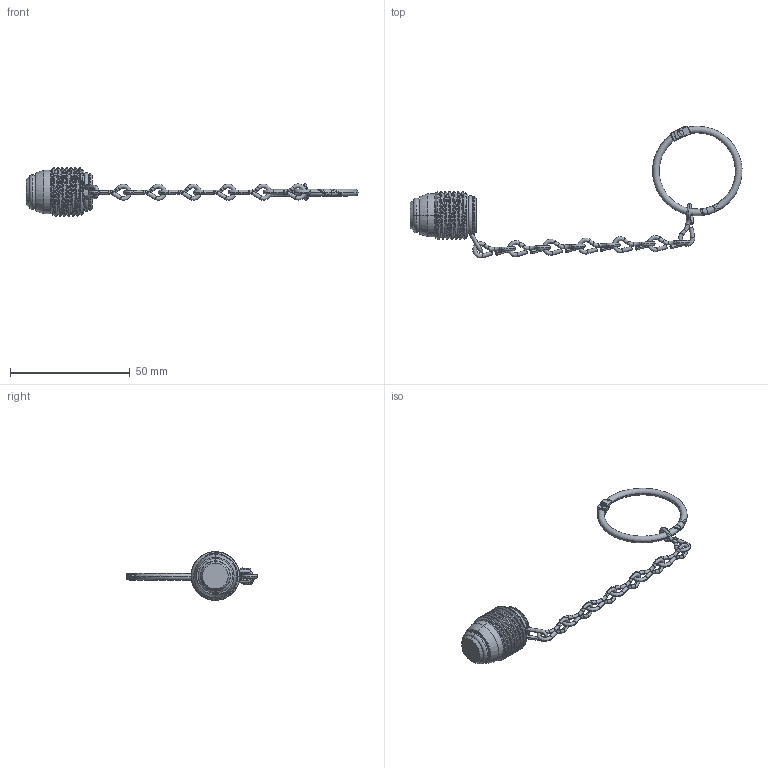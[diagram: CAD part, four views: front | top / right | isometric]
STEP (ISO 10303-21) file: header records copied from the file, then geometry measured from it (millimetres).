
FILE_DESCRIPTION (( 'STEP AP203' ), '1' );
FILE_NAME ('PLU-296CH-R.STEP', '2025-10-03T13:06:48', ( '' ), ( '' ), 'SwSTEP 2.0', 'SolidWorks 2018', '' );
FILE_SCHEMA (( 'CONFIG_CONTROL_DESIGN' ));
Length unit declared in the file: inch
Products named in the file (9): PRT-001896_PLUG-296-BR; PRT-002245_RING-1.187D HALF; PRT-002239_BRASS; PRT-002255_SMALL PIN; PLU-296CH-R; ASY-000418_One Link Bent; PRT-000252; PRT-004033; ASY-000291
Assembly tree (15 placements, depth 3):
  PLU-296CH-R
    PRT-001896_PLUG-296-BR
    PRT-004033
    ASY-000418_One Link Bent
      PRT-002239_BRASS  x7
    ASY-000291
      PRT-002245_RING-1.187D HALF  x2
      PRT-002255_SMALL PIN
    PRT-000252
Bounding box: 138.34 x 54.94 x 20.23 mm (x, y, z)
Volume: 6805.6 mm3; surface area: 6049.7 mm2
Topology: 13 solids, 13 shells, 333 faces, 781 edges, 456 vertices
Faces by surface type: cylinder 122, torus 72, plane 61, bspline 49, sphere 16, cone 13
Entity records: 13330 total; most frequent: CARTESIAN_POINT 8580, ORIENTED_EDGE 768, DIRECTION 742, EDGE_CURVE 384, AXIS2_PLACEMENT_3D 315, VERTEX_POINT 235, EDGE_LOOP 173, FACE_OUTER_BOUND 165
